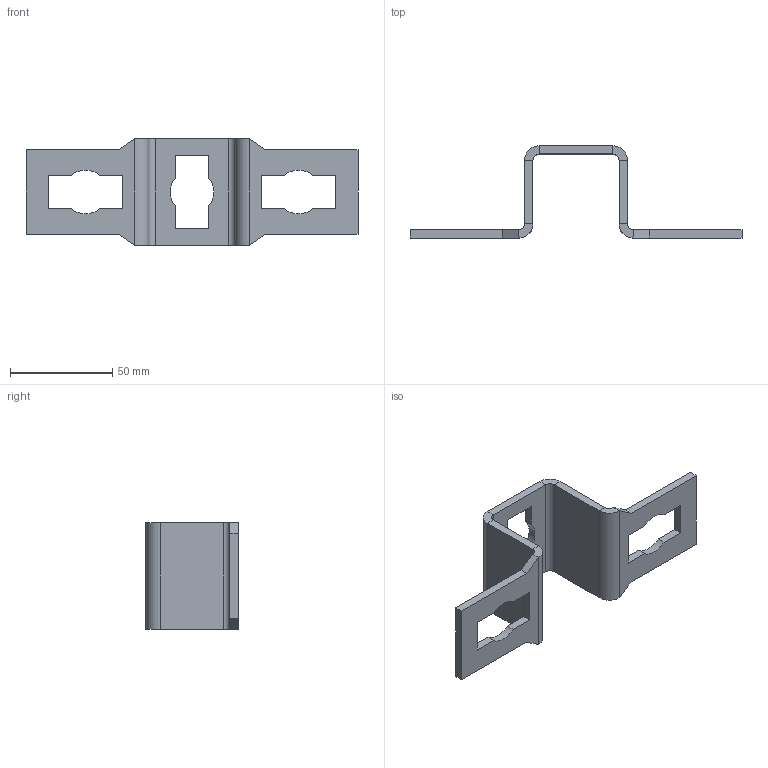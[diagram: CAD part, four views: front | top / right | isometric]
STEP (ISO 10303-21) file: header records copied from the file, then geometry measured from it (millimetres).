
FILE_DESCRIPTION((''),'2;1');
FILE_NAME('152308.stp','2013-04-11T15:04:25',('DMK009'),(''),'Autodesk Inventor 2012','Autodesk Inventor 2012','');
FILE_SCHEMA(('AUTOMOTIVE_DESIGN { 1 0 10303 214 1 1 1 1 }'));
Length unit declared in the file: millimetre
Products named in the file (1): 152308
Bounding box: 162 x 45 x 52 mm (x, y, z)
Volume: 36994.1 mm3; surface area: 22033.6 mm2
Topology: 1 solids, 1 shells, 159 faces, 409 edges, 262 vertices
Faces by surface type: plane 108, bspline 37, cylinder 14
Entity records: 5086 total; most frequent: CARTESIAN_POINT 1423, ORIENTED_EDGE 818, DIRECTION 609, EDGE_CURVE 409, VECTOR 307, LINE 307, VERTEX_POINT 262, EDGE_LOOP 175
